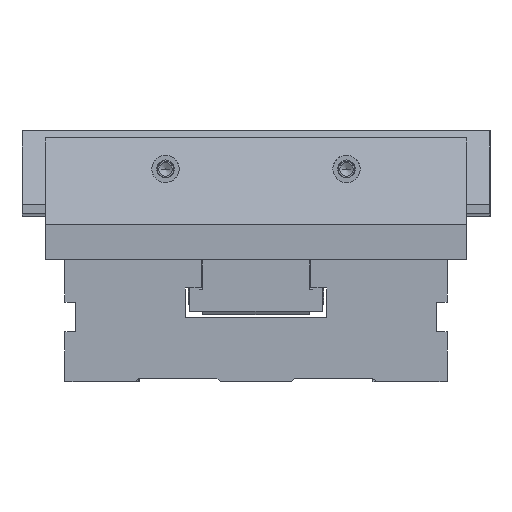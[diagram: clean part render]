
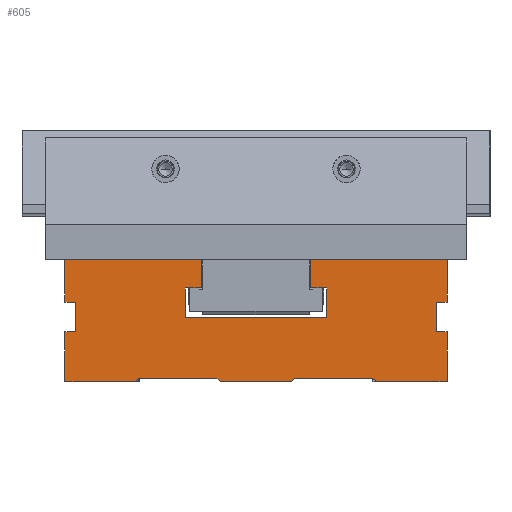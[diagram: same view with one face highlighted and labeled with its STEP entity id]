
A CAD part, left-side view. The second image highlights one B-rep face of the part: STEP entity #605.
In plain terms, the highlighted planar face has unit normal (-1, 0, 0).
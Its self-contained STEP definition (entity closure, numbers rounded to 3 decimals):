
#363=FACE_OUTER_BOUND('',#2840,.T.);
#605=ADVANCED_FACE('',(#363),#1011,.T.);
#1011=PLANE('',#6981);
#1262=LINE('',#9612,#1852);
#1271=LINE('',#9631,#1861);
#1272=LINE('',#9633,#1862);
#1281=LINE('',#9657,#1871);
#1290=LINE('',#9675,#1880);
#1292=LINE('',#9679,#1882);
#1301=LINE('',#9706,#1891);
#1306=LINE('',#9714,#1896);
#1307=LINE('',#9717,#1897);
#1308=LINE('',#9718,#1898);
#1309=LINE('',#9720,#1899);
#1310=LINE('',#9722,#1900);
#1311=LINE('',#9723,#1901);
#1312=LINE('',#9725,#1902);
#1313=LINE('',#9727,#1903);
#1314=LINE('',#9729,#1904);
#1315=LINE('',#9731,#1905);
#1316=LINE('',#9733,#1906);
#1317=LINE('',#9735,#1907);
#1318=LINE('',#9736,#1908);
#1319=LINE('',#9738,#1909);
#1320=LINE('',#9740,#1910);
#1321=LINE('',#9742,#1911);
#1322=LINE('',#9744,#1912);
#1323=LINE('',#9746,#1913);
#1324=LINE('',#9748,#1914);
#1325=LINE('',#9750,#1915);
#1326=LINE('',#9751,#1916);
#1852=VECTOR('',#7654,1.);
#1861=VECTOR('',#7665,1.);
#1862=VECTOR('',#7668,1.);
#1871=VECTOR('',#7683,1.);
#1880=VECTOR('',#7694,1.);
#1882=VECTOR('',#7698,1.);
#1891=VECTOR('',#7721,1.);
#1896=VECTOR('',#7728,1.);
#1897=VECTOR('',#7729,1.);
#1898=VECTOR('',#7730,1.);
#1899=VECTOR('',#7731,1.);
#1900=VECTOR('',#7732,1.);
#1901=VECTOR('',#7733,1.);
#1902=VECTOR('',#7734,1.);
#1903=VECTOR('',#7735,1.);
#1904=VECTOR('',#7736,1.);
#1905=VECTOR('',#7737,1.);
#1906=VECTOR('',#7738,1.);
#1907=VECTOR('',#7739,1.);
#1908=VECTOR('',#7740,1.);
#1909=VECTOR('',#7741,1.);
#1910=VECTOR('',#7742,1.);
#1911=VECTOR('',#7743,1.);
#1912=VECTOR('',#7744,1.);
#1913=VECTOR('',#7745,1.);
#1914=VECTOR('',#7746,1.);
#1915=VECTOR('',#7747,1.);
#1916=VECTOR('',#7748,1.);
#2840=EDGE_LOOP('',(#3493,#3494,#3495,#3496,#3497,#3498,#3499,#3500,#3501,
#3502,#3503,#3504,#3505,#3506,#3507,#3508,#3509,#3510,#3511,#3512,#3513,
#3514,#3515,#3516,#3517,#3518,#3519,#3520));
#3493=ORIENTED_EDGE('',*,*,#5915,.F.);
#3494=ORIENTED_EDGE('',*,*,#5916,.T.);
#3495=ORIENTED_EDGE('',*,*,#5875,.T.);
#3496=ORIENTED_EDGE('',*,*,#5910,.T.);
#3497=ORIENTED_EDGE('',*,*,#5917,.F.);
#3498=ORIENTED_EDGE('',*,*,#5918,.F.);
#3499=ORIENTED_EDGE('',*,*,#5919,.F.);
#3500=ORIENTED_EDGE('',*,*,#5874,.T.);
#3501=ORIENTED_EDGE('',*,*,#5895,.T.);
#3502=ORIENTED_EDGE('',*,*,#5920,.F.);
#3503=ORIENTED_EDGE('',*,*,#5921,.F.);
#3504=ORIENTED_EDGE('',*,*,#5922,.F.);
#3505=ORIENTED_EDGE('',*,*,#5923,.F.);
#3506=ORIENTED_EDGE('',*,*,#5924,.F.);
#3507=ORIENTED_EDGE('',*,*,#5925,.F.);
#3508=ORIENTED_EDGE('',*,*,#5926,.F.);
#3509=ORIENTED_EDGE('',*,*,#5897,.T.);
#3510=ORIENTED_EDGE('',*,*,#5886,.F.);
#3511=ORIENTED_EDGE('',*,*,#5927,.F.);
#3512=ORIENTED_EDGE('',*,*,#5928,.F.);
#3513=ORIENTED_EDGE('',*,*,#5929,.F.);
#3514=ORIENTED_EDGE('',*,*,#5930,.F.);
#3515=ORIENTED_EDGE('',*,*,#5931,.T.);
#3516=ORIENTED_EDGE('',*,*,#5932,.T.);
#3517=ORIENTED_EDGE('',*,*,#5933,.F.);
#3518=ORIENTED_EDGE('',*,*,#5934,.T.);
#3519=ORIENTED_EDGE('',*,*,#5865,.T.);
#3520=ORIENTED_EDGE('',*,*,#5935,.T.);
#5205=VERTEX_POINT('',#9611);
#5206=VERTEX_POINT('',#9613);
#5208=VERTEX_POINT('',#9618);
#5214=VERTEX_POINT('',#9630);
#5215=VERTEX_POINT('',#9634);
#5216=VERTEX_POINT('',#9635);
#5226=VERTEX_POINT('',#9656);
#5227=VERTEX_POINT('',#9658);
#5234=VERTEX_POINT('',#9674);
#5236=VERTEX_POINT('',#9680);
#5246=VERTEX_POINT('',#9705);
#5249=VERTEX_POINT('',#9715);
#5250=VERTEX_POINT('',#9716);
#5251=VERTEX_POINT('',#9719);
#5252=VERTEX_POINT('',#9721);
#5253=VERTEX_POINT('',#9724);
#5254=VERTEX_POINT('',#9726);
#5255=VERTEX_POINT('',#9728);
#5256=VERTEX_POINT('',#9730);
#5257=VERTEX_POINT('',#9732);
#5258=VERTEX_POINT('',#9734);
#5259=VERTEX_POINT('',#9737);
#5260=VERTEX_POINT('',#9739);
#5261=VERTEX_POINT('',#9741);
#5262=VERTEX_POINT('',#9743);
#5263=VERTEX_POINT('',#9745);
#5264=VERTEX_POINT('',#9747);
#5265=VERTEX_POINT('',#9749);
#5865=EDGE_CURVE('',#5206,#5205,#1262,.T.);
#5874=EDGE_CURVE('',#5208,#5214,#1271,.T.);
#5875=EDGE_CURVE('',#5215,#5216,#1272,.T.);
#5886=EDGE_CURVE('',#5226,#5227,#1281,.T.);
#5895=EDGE_CURVE('',#5214,#5234,#1290,.T.);
#5897=EDGE_CURVE('',#5236,#5227,#1292,.T.);
#5910=EDGE_CURVE('',#5216,#5246,#1301,.T.);
#5915=EDGE_CURVE('',#5249,#5250,#1306,.T.);
#5916=EDGE_CURVE('',#5249,#5215,#1307,.T.);
#5917=EDGE_CURVE('',#5251,#5246,#1308,.T.);
#5918=EDGE_CURVE('',#5252,#5251,#1309,.T.);
#5919=EDGE_CURVE('',#5208,#5252,#1310,.T.);
#5920=EDGE_CURVE('',#5253,#5234,#1311,.T.);
#5921=EDGE_CURVE('',#5254,#5253,#1312,.T.);
#5922=EDGE_CURVE('',#5255,#5254,#1313,.T.);
#5923=EDGE_CURVE('',#5256,#5255,#1314,.T.);
#5924=EDGE_CURVE('',#5257,#5256,#1315,.T.);
#5925=EDGE_CURVE('',#5258,#5257,#1316,.T.);
#5926=EDGE_CURVE('',#5236,#5258,#1317,.T.);
#5927=EDGE_CURVE('',#5259,#5226,#1318,.T.);
#5928=EDGE_CURVE('',#5260,#5259,#1319,.T.);
#5929=EDGE_CURVE('',#5261,#5260,#1320,.T.);
#5930=EDGE_CURVE('',#5262,#5261,#1321,.T.);
#5931=EDGE_CURVE('',#5262,#5263,#1322,.T.);
#5932=EDGE_CURVE('',#5263,#5264,#1323,.T.);
#5933=EDGE_CURVE('',#5265,#5264,#1324,.T.);
#5934=EDGE_CURVE('',#5265,#5206,#1325,.T.);
#5935=EDGE_CURVE('',#5205,#5250,#1326,.T.);
#6981=AXIS2_PLACEMENT_3D('',#9752,#7749,#7750);
#7654=DIRECTION('',(0.,-1.,0.));
#7665=DIRECTION('',(0.,0.,1.));
#7668=DIRECTION('',(0.,-1.,0.));
#7683=DIRECTION('',(0.,0.,1.));
#7694=DIRECTION('',(0.,1.,0.));
#7698=DIRECTION('',(0.,1.,0.));
#7721=DIRECTION('',(0.,0.,1.));
#7728=DIRECTION('',(0.,1.,0.));
#7729=DIRECTION('',(0.,-0.707,-0.707));
#7730=DIRECTION('',(0.,-1.,0.));
#7731=DIRECTION('',(0.,0.,-1.));
#7732=DIRECTION('',(0.,1.,0.));
#7733=DIRECTION('',(0.,0.,1.));
#7734=DIRECTION('',(0.,1.,0.));
#7735=DIRECTION('',(0.,0.,1.));
#7736=DIRECTION('',(0.,-1.,0.));
#7737=DIRECTION('',(0.,0.,-1.));
#7738=DIRECTION('',(0.,1.,0.));
#7739=DIRECTION('',(0.,0.,-1.));
#7740=DIRECTION('',(0.,1.,0.));
#7741=DIRECTION('',(0.,0.,1.));
#7742=DIRECTION('',(0.,-1.,0.));
#7743=DIRECTION('',(0.,0.,1.));
#7744=DIRECTION('',(0.,-1.,0.));
#7745=DIRECTION('',(0.,-0.707,0.707));
#7746=DIRECTION('',(0.,1.,0.));
#7747=DIRECTION('',(0.,-0.707,-0.707));
#7748=DIRECTION('',(0.,-0.707,0.707));
#7749=DIRECTION('',(-1.,0.,0.));
#7750=DIRECTION('',(0.,0.,1.));
#9611=CARTESIAN_POINT('',(-196.912,99.5,0.));
#9612=CARTESIAN_POINT('',(-196.912,122.5,0.));
#9613=CARTESIAN_POINT('',(-196.912,145.5,0.));
#9618=CARTESIAN_POINT('',(-196.912,0.,51.));
#9630=CARTESIAN_POINT('',(-196.912,0.,78.));
#9631=CARTESIAN_POINT('',(-196.912,0.,0.));
#9633=CARTESIAN_POINT('',(-196.912,122.5,0.));
#9634=CARTESIAN_POINT('',(-196.912,45.5,0.));
#9635=CARTESIAN_POINT('',(-196.912,0.,0.));
#9656=CARTESIAN_POINT('',(-196.912,245.,51.));
#9657=CARTESIAN_POINT('',(-196.912,245.,0.));
#9658=CARTESIAN_POINT('',(-196.912,245.,78.));
#9674=CARTESIAN_POINT('',(-196.912,87.5,78.));
#9675=CARTESIAN_POINT('',(-196.912,122.5,78.));
#9679=CARTESIAN_POINT('',(-196.912,122.5,78.));
#9680=CARTESIAN_POINT('',(-196.912,157.5,78.));
#9705=CARTESIAN_POINT('',(-196.912,0.,32.));
#9706=CARTESIAN_POINT('',(-196.912,0.,0.));
#9714=CARTESIAN_POINT('',(-196.912,122.5,2.));
#9715=CARTESIAN_POINT('',(-196.912,47.5,2.));
#9716=CARTESIAN_POINT('',(-196.912,97.5,2.));
#9717=CARTESIAN_POINT('',(-196.912,84.,38.5));
#9718=CARTESIAN_POINT('',(-196.912,122.5,32.));
#9719=CARTESIAN_POINT('',(-196.912,7.,32.));
#9720=CARTESIAN_POINT('',(-196.912,7.,0.));
#9721=CARTESIAN_POINT('',(-196.912,7.,51.));
#9722=CARTESIAN_POINT('',(-196.912,122.5,51.));
#9723=CARTESIAN_POINT('',(-196.912,87.5,0.));
#9724=CARTESIAN_POINT('',(-196.912,87.5,60.));
#9725=CARTESIAN_POINT('',(-196.912,122.5,60.));
#9726=CARTESIAN_POINT('',(-196.912,77.25,60.));
#9727=CARTESIAN_POINT('',(-196.912,77.25,0.));
#9728=CARTESIAN_POINT('',(-196.912,77.25,41.));
#9729=CARTESIAN_POINT('',(-196.912,122.5,41.));
#9730=CARTESIAN_POINT('',(-196.912,167.75,41.));
#9731=CARTESIAN_POINT('',(-196.912,167.75,0.));
#9732=CARTESIAN_POINT('',(-196.912,167.75,60.));
#9733=CARTESIAN_POINT('',(-196.912,122.5,60.));
#9734=CARTESIAN_POINT('',(-196.912,157.5,60.));
#9735=CARTESIAN_POINT('',(-196.912,157.5,0.));
#9736=CARTESIAN_POINT('',(-196.912,122.5,51.));
#9737=CARTESIAN_POINT('',(-196.912,238.,51.));
#9738=CARTESIAN_POINT('',(-196.912,238.,0.));
#9739=CARTESIAN_POINT('',(-196.912,238.,32.));
#9740=CARTESIAN_POINT('',(-196.912,122.5,32.));
#9741=CARTESIAN_POINT('',(-196.912,245.,32.));
#9742=CARTESIAN_POINT('',(-196.912,245.,0.));
#9743=CARTESIAN_POINT('',(-196.912,245.,0.));
#9744=CARTESIAN_POINT('',(-196.912,122.5,0.));
#9745=CARTESIAN_POINT('',(-196.912,199.5,0.));
#9746=CARTESIAN_POINT('',(-196.912,161.,38.5));
#9747=CARTESIAN_POINT('',(-196.912,197.5,2.));
#9748=CARTESIAN_POINT('',(-196.912,122.5,2.));
#9749=CARTESIAN_POINT('',(-196.912,147.5,2.));
#9750=CARTESIAN_POINT('',(-196.912,134.,-11.5));
#9751=CARTESIAN_POINT('',(-196.912,111.,-11.5));
#9752=CARTESIAN_POINT('',(-196.912,122.5,0.));
